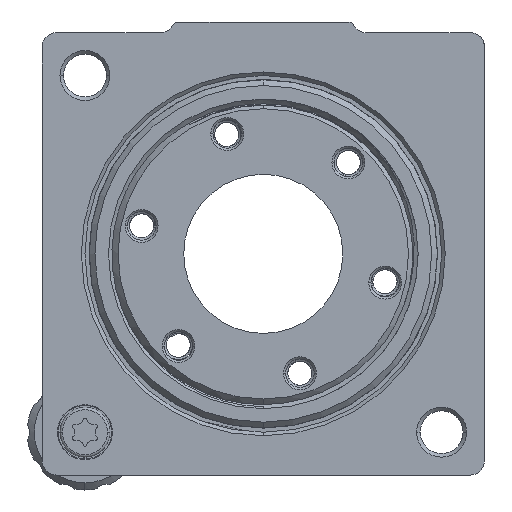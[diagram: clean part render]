
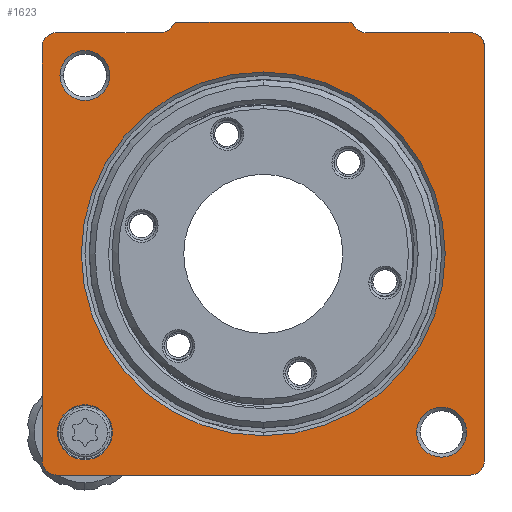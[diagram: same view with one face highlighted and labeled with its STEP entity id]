
A CAD part, front view. The second image highlights one B-rep face of the part: STEP entity #1623.
In plain terms, the highlighted planar face has unit normal (0, -1, 0).
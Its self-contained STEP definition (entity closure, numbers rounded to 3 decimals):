
#2=CARTESIAN_POINT('',(11.838,0.,31.5));
#3=DIRECTION('',(0.,1.,0.));
#4=DIRECTION('',(0.,0.,1.));
#5=AXIS2_PLACEMENT_3D('',#2,#3,#4);
#7=CARTESIAN_POINT('',(14.436,0.,33.));
#8=DIRECTION('',(0.,-1.,0.));
#9=DIRECTION('',(-0.866,0.,-0.5));
#10=AXIS2_PLACEMENT_3D('',#7,#8,#9);
#12=DIRECTION('',(1.,0.,0.));
#13=VECTOR('',#12,14.564);
#14=CARTESIAN_POINT('',(14.436,0.,31.));
#15=LINE('',#14,#13);
#16=CARTESIAN_POINT('',(29.,0.,29.));
#17=DIRECTION('',(0.,1.,0.));
#18=DIRECTION('',(0.,0.,1.));
#19=AXIS2_PLACEMENT_3D('',#16,#17,#18);
#21=DIRECTION('',(0.,0.,-1.));
#22=VECTOR('',#21,58.);
#23=CARTESIAN_POINT('',(31.,0.,29.));
#24=LINE('',#23,#22);
#25=CARTESIAN_POINT('',(29.,0.,-29.));
#26=DIRECTION('',(0.,1.,0.));
#27=DIRECTION('',(1.,0.,0.));
#28=AXIS2_PLACEMENT_3D('',#25,#26,#27);
#30=DIRECTION('',(-1.,0.,0.));
#31=VECTOR('',#30,58.);
#32=CARTESIAN_POINT('',(29.,0.,-31.));
#33=LINE('',#32,#31);
#34=CARTESIAN_POINT('',(-29.,0.,-29.));
#35=DIRECTION('',(0.,1.,0.));
#36=DIRECTION('',(0.,0.,-1.));
#37=AXIS2_PLACEMENT_3D('',#34,#35,#36);
#39=DIRECTION('',(0.,0.,1.));
#40=VECTOR('',#39,58.);
#41=CARTESIAN_POINT('',(-31.,0.,-29.));
#42=LINE('',#41,#40);
#43=CARTESIAN_POINT('',(-29.,0.,29.));
#44=DIRECTION('',(0.,1.,0.));
#45=DIRECTION('',(-1.,0.,0.));
#46=AXIS2_PLACEMENT_3D('',#43,#44,#45);
#48=DIRECTION('',(1.,0.,0.));
#49=VECTOR('',#48,14.564);
#50=CARTESIAN_POINT('',(-29.,0.,31.));
#51=LINE('',#50,#49);
#52=CARTESIAN_POINT('',(-14.436,0.,33.));
#53=DIRECTION('',(0.,-1.,0.));
#54=DIRECTION('',(0.,0.,-1.));
#55=AXIS2_PLACEMENT_3D('',#52,#53,#54);
#57=CARTESIAN_POINT('',(-11.838,0.,31.5));
#58=DIRECTION('',(0.,1.,0.));
#59=DIRECTION('',(-0.866,0.,0.5));
#60=AXIS2_PLACEMENT_3D('',#57,#58,#59);
#62=DIRECTION('',(1.,0.,0.));
#63=VECTOR('',#62,23.677);
#64=CARTESIAN_POINT('',(-11.838,0.,32.5));
#65=LINE('',#64,#63);
#66=CARTESIAN_POINT('',(-25.,0.,-25.));
#67=DIRECTION('',(0.,1.,0.));
#68=DIRECTION('',(1.,0.,0.));
#69=AXIS2_PLACEMENT_3D('',#66,#67,#68);
#71=CARTESIAN_POINT('',(-25.,0.,-25.));
#72=DIRECTION('',(0.,1.,0.));
#73=DIRECTION('',(-1.,0.,0.));
#74=AXIS2_PLACEMENT_3D('',#71,#72,#73);
#76=CARTESIAN_POINT('',(0.,0.,0.));
#77=DIRECTION('',(0.,-1.,0.));
#78=DIRECTION('',(0.,0.,-1.));
#79=AXIS2_PLACEMENT_3D('',#76,#77,#78);
#81=CARTESIAN_POINT('',(0.,0.,0.));
#82=DIRECTION('',(0.,-1.,0.));
#83=DIRECTION('',(0.,0.,1.));
#84=AXIS2_PLACEMENT_3D('',#81,#82,#83);
#86=CARTESIAN_POINT('',(-25.,0.,25.));
#87=DIRECTION('',(0.,1.,0.));
#88=DIRECTION('',(-1.,0.,0.));
#89=AXIS2_PLACEMENT_3D('',#86,#87,#88);
#91=CARTESIAN_POINT('',(-25.,0.,25.));
#92=DIRECTION('',(0.,1.,0.));
#93=DIRECTION('',(1.,0.,0.));
#94=AXIS2_PLACEMENT_3D('',#91,#92,#93);
#96=CARTESIAN_POINT('',(25.,0.,-25.));
#97=DIRECTION('',(0.,1.,0.));
#98=DIRECTION('',(-1.,0.,0.));
#99=AXIS2_PLACEMENT_3D('',#96,#97,#98);
#101=CARTESIAN_POINT('',(25.,0.,-25.));
#102=DIRECTION('',(0.,1.,0.));
#103=DIRECTION('',(1.,0.,0.));
#104=AXIS2_PLACEMENT_3D('',#101,#102,#103);
#1298=CARTESIAN_POINT('',(11.838,0.,32.5));
#1299=CARTESIAN_POINT('',(12.704,0.,32.));
#1300=VERTEX_POINT('',#1298);
#1301=VERTEX_POINT('',#1299);
#1302=CARTESIAN_POINT('',(14.436,0.,31.));
#1303=VERTEX_POINT('',#1302);
#1304=CARTESIAN_POINT('',(29.,0.,31.));
#1305=VERTEX_POINT('',#1304);
#1306=CARTESIAN_POINT('',(31.,0.,29.));
#1307=VERTEX_POINT('',#1306);
#1308=CARTESIAN_POINT('',(31.,0.,-29.));
#1309=VERTEX_POINT('',#1308);
#1310=CARTESIAN_POINT('',(29.,0.,-31.));
#1311=VERTEX_POINT('',#1310);
#1312=CARTESIAN_POINT('',(-29.,0.,-31.));
#1313=VERTEX_POINT('',#1312);
#1314=CARTESIAN_POINT('',(-31.,0.,-29.));
#1315=VERTEX_POINT('',#1314);
#1316=CARTESIAN_POINT('',(-31.,0.,29.));
#1317=VERTEX_POINT('',#1316);
#1318=CARTESIAN_POINT('',(-29.,0.,31.));
#1319=VERTEX_POINT('',#1318);
#1320=CARTESIAN_POINT('',(-14.436,0.,31.));
#1321=VERTEX_POINT('',#1320);
#1322=CARTESIAN_POINT('',(-12.704,0.,32.));
#1323=VERTEX_POINT('',#1322);
#1324=CARTESIAN_POINT('',(-11.838,0.,32.5));
#1325=VERTEX_POINT('',#1324);
#1462=CARTESIAN_POINT('',(-21.15,0.,-25.));
#1463=CARTESIAN_POINT('',(-28.85,0.,-25.));
#1464=VERTEX_POINT('',#1462);
#1465=VERTEX_POINT('',#1463);
#1470=CARTESIAN_POINT('',(0.,0.,-25.5));
#1471=CARTESIAN_POINT('',(0.,0.,25.5));
#1472=VERTEX_POINT('',#1470);
#1473=VERTEX_POINT('',#1471);
#1548=CARTESIAN_POINT('',(-28.5,0.,25.));
#1549=CARTESIAN_POINT('',(-21.5,0.,25.));
#1550=VERTEX_POINT('',#1548);
#1551=VERTEX_POINT('',#1549);
#1556=CARTESIAN_POINT('',(21.5,0.,-25.));
#1557=CARTESIAN_POINT('',(28.5,0.,-25.));
#1558=VERTEX_POINT('',#1556);
#1559=VERTEX_POINT('',#1557);
#1564=CARTESIAN_POINT('',(0.,0.,0.));
#1565=DIRECTION('',(0.,1.,0.));
#1566=DIRECTION('',(1.,0.,0.));
#1567=AXIS2_PLACEMENT_3D('',#1564,#1565,#1566);
#1568=PLANE('',#1567);
#1570=ORIENTED_EDGE('',*,*,#1569,.T.);
#1572=ORIENTED_EDGE('',*,*,#1571,.T.);
#1574=ORIENTED_EDGE('',*,*,#1573,.T.);
#1576=ORIENTED_EDGE('',*,*,#1575,.T.);
#1578=ORIENTED_EDGE('',*,*,#1577,.T.);
#1580=ORIENTED_EDGE('',*,*,#1579,.T.);
#1582=ORIENTED_EDGE('',*,*,#1581,.T.);
#1584=ORIENTED_EDGE('',*,*,#1583,.T.);
#1586=ORIENTED_EDGE('',*,*,#1585,.T.);
#1588=ORIENTED_EDGE('',*,*,#1587,.T.);
#1590=ORIENTED_EDGE('',*,*,#1589,.T.);
#1592=ORIENTED_EDGE('',*,*,#1591,.T.);
#1594=ORIENTED_EDGE('',*,*,#1593,.T.);
#1596=ORIENTED_EDGE('',*,*,#1595,.T.);
#1597=EDGE_LOOP('',(#1570,#1572,#1574,#1576,#1578,#1580,#1582,#1584,#1586,#1588,
#1590,#1592,#1594,#1596));
#1598=FACE_OUTER_BOUND('',#1597,.F.);
#1600=ORIENTED_EDGE('',*,*,#1599,.F.);
#1602=ORIENTED_EDGE('',*,*,#1601,.F.);
#1603=EDGE_LOOP('',(#1600,#1602));
#1604=FACE_BOUND('',#1603,.F.);
#1606=ORIENTED_EDGE('',*,*,#1605,.T.);
#1608=ORIENTED_EDGE('',*,*,#1607,.T.);
#1609=EDGE_LOOP('',(#1606,#1608));
#1610=FACE_BOUND('',#1609,.F.);
#1612=ORIENTED_EDGE('',*,*,#1611,.F.);
#1614=ORIENTED_EDGE('',*,*,#1613,.F.);
#1615=EDGE_LOOP('',(#1612,#1614));
#1616=FACE_BOUND('',#1615,.F.);
#1618=ORIENTED_EDGE('',*,*,#1617,.F.);
#1620=ORIENTED_EDGE('',*,*,#1619,.F.);
#1621=EDGE_LOOP('',(#1618,#1620));
#1622=FACE_BOUND('',#1621,.F.);
#1623=ADVANCED_FACE('',(#1598,#1604,#1610,#1616,#1622),#1568,.F.);
#6=CIRCLE('',#5,1.);
#11=CIRCLE('',#10,2.);
#20=CIRCLE('',#19,2.);
#29=CIRCLE('',#28,2.);
#38=CIRCLE('',#37,2.);
#47=CIRCLE('',#46,2.);
#56=CIRCLE('',#55,2.);
#61=CIRCLE('',#60,1.);
#70=CIRCLE('',#69,3.85);
#75=CIRCLE('',#74,3.85);
#80=CIRCLE('',#79,25.5);
#85=CIRCLE('',#84,25.5);
#90=CIRCLE('',#89,3.5);
#95=CIRCLE('',#94,3.5);
#100=CIRCLE('',#99,3.5);
#105=CIRCLE('',#104,3.5);
#1569=EDGE_CURVE('',#1300,#1301,#6,.T.);
#1571=EDGE_CURVE('',#1301,#1303,#11,.T.);
#1573=EDGE_CURVE('',#1303,#1305,#15,.T.);
#1575=EDGE_CURVE('',#1305,#1307,#20,.T.);
#1577=EDGE_CURVE('',#1307,#1309,#24,.T.);
#1579=EDGE_CURVE('',#1309,#1311,#29,.T.);
#1581=EDGE_CURVE('',#1311,#1313,#33,.T.);
#1583=EDGE_CURVE('',#1313,#1315,#38,.T.);
#1585=EDGE_CURVE('',#1315,#1317,#42,.T.);
#1587=EDGE_CURVE('',#1317,#1319,#47,.T.);
#1589=EDGE_CURVE('',#1319,#1321,#51,.T.);
#1591=EDGE_CURVE('',#1321,#1323,#56,.T.);
#1593=EDGE_CURVE('',#1323,#1325,#61,.T.);
#1595=EDGE_CURVE('',#1325,#1300,#65,.T.);
#1599=EDGE_CURVE('',#1464,#1465,#70,.T.);
#1601=EDGE_CURVE('',#1465,#1464,#75,.T.);
#1605=EDGE_CURVE('',#1472,#1473,#80,.T.);
#1607=EDGE_CURVE('',#1473,#1472,#85,.T.);
#1611=EDGE_CURVE('',#1550,#1551,#90,.T.);
#1613=EDGE_CURVE('',#1551,#1550,#95,.T.);
#1617=EDGE_CURVE('',#1558,#1559,#100,.T.);
#1619=EDGE_CURVE('',#1559,#1558,#105,.T.);
